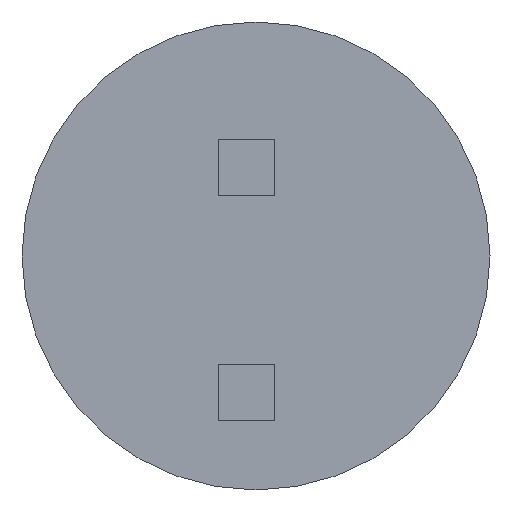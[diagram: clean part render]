
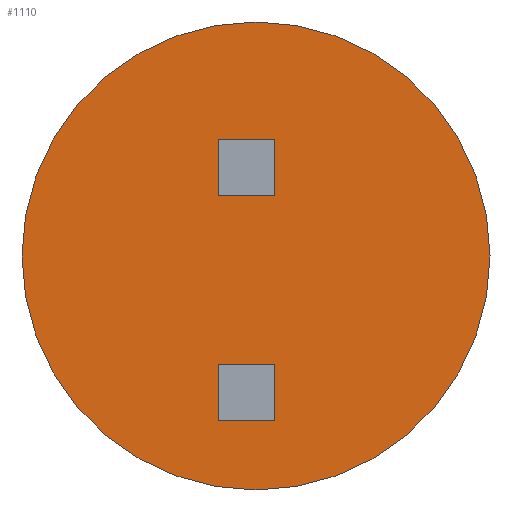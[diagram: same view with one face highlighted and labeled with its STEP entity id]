
A CAD part, left-side view. The second image highlights one B-rep face of the part: STEP entity #1110.
In plain terms, the highlighted planar face has unit normal (-1, 0, 0).
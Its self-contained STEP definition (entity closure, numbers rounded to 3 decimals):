
#780=CARTESIAN_POINT('',(28.384,70.649,
98.932));
#790=VERTEX_POINT('',#780);
#870=CARTESIAN_POINT('',(28.384,70.649,
102.575));
#880=VERTEX_POINT('',#870);
#910=CARTESIAN_POINT('',(28.384,70.649,
100.754));
#920=DIRECTION('',(1.,0.,0.));
#930=DIRECTION('',(0.,0.,1.));
#940=AXIS2_PLACEMENT_3D('',#910,#920,#930);
#950=CIRCLE('',#940,1.822);
#960=EDGE_CURVE('',#790,#880,#950,.T.);
#1010=CARTESIAN_POINT('',(28.384,70.649,
101.665));
#1020=DIRECTION('',(1.,-0.,0.));
#1030=DIRECTION('',(0.,0.,-1.));
#1040=AXIS2_PLACEMENT_3D('',#1010,#1020,#1030);
#1050=PLANE('',#1040);
#1060=EDGE_CURVE('',#880,#790,#950,.T.);
#1070=ORIENTED_EDGE('',*,*,#1060,.F.);
#1080=ORIENTED_EDGE('',*,*,#960,.F.);
#1090=EDGE_LOOP('',(#1080,#1070));
#1100=FACE_OUTER_BOUND('',#1090,.T.);
#1110=ADVANCED_FACE('',(#1100),#1050,.F.);
